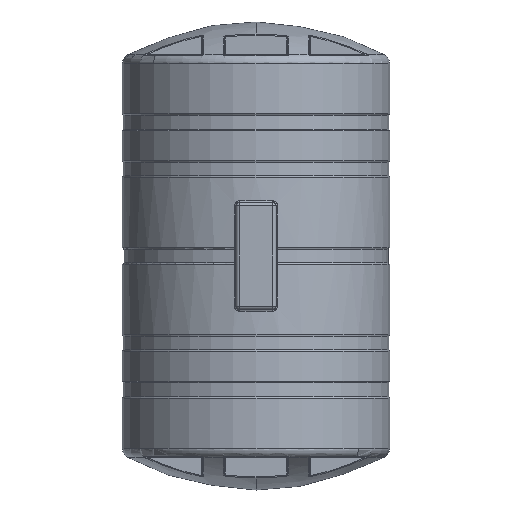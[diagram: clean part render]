
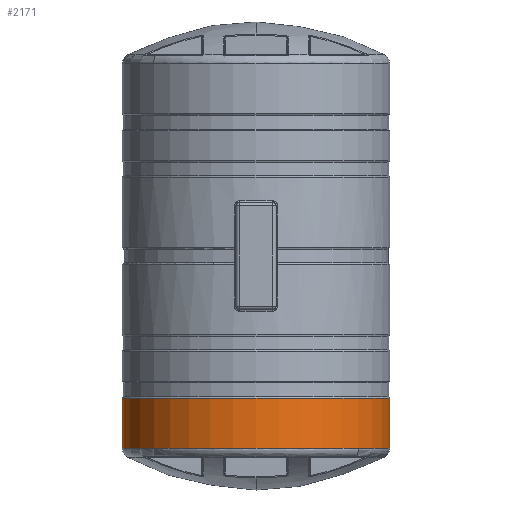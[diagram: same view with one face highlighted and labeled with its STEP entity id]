
A CAD part, front view. The second image highlights one B-rep face of the part: STEP entity #2171.
In plain terms, the highlighted cylindrical face has radius 400 mm (diameter 800 mm), a partial arc.
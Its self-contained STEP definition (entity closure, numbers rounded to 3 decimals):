
#60 = AXIS2_PLACEMENT_3D ( 'NONE', #11465, #11466, #11467 ) ;
#69 = CIRCLE ( 'NONE', #60, 400. ) ;
#115 = VECTOR ( 'NONE', #11421, 1000. ) ;
#144 = CARTESIAN_POINT ( 'NONE',  ( -400., 0., -425. ) ) ;
#223 = EDGE_LOOP ( 'NONE', ( #495, #509, #516, #528 ) ) ;
#495 = ORIENTED_EDGE ( 'NONE', *, *, #9463, .F. ) ;
#509 = ORIENTED_EDGE ( 'NONE', *, *, #9483, .F. ) ;
#516 = ORIENTED_EDGE ( 'NONE', *, *, #7997, .T. ) ;
#528 = ORIENTED_EDGE ( 'NONE', *, *, #8263, .T. ) ;
#1135 = VERTEX_POINT ( 'NONE', #144 ) ;
#1155 = VERTEX_POINT ( 'NONE', #14753 ) ;
#1156 = VERTEX_POINT ( 'NONE', #14752 ) ;
#1160 = VERTEX_POINT ( 'NONE', #14422 ) ;
#2171 = ADVANCED_FACE ( 'NONE', ( #6943 ), #6924, .T. ) ;
#5118 = CIRCLE ( 'NONE', #5146, 400. ) ;
#5146 = AXIS2_PLACEMENT_3D ( 'NONE', #11027, #11013, #10990 ) ;
#5451 = AXIS2_PLACEMENT_3D ( 'NONE', #6942, #6936, #6956 ) ;
#5812 = VECTOR ( 'NONE', #8410, 1000. ) ;
#6924 = CYLINDRICAL_SURFACE ( 'NONE', #5451, 400. ) ;
#6936 = DIRECTION ( 'NONE',  ( 0., 0., -1. ) ) ;
#6942 = CARTESIAN_POINT ( 'NONE',  ( 0., 0., 700.5 ) ) ;
#6943 = FACE_OUTER_BOUND ( 'NONE', #223, .T. ) ;
#6956 = DIRECTION ( 'NONE',  ( -1., 0., 0. ) ) ;
#7997 = EDGE_CURVE ( 'NONE', #1135, #1156, #8356, .T. ) ;
#8263 = EDGE_CURVE ( 'NONE', #1156, #1160, #5118, .T. ) ;
#8356 = LINE ( 'NONE', #8434, #5812 ) ;
#8410 = DIRECTION ( 'NONE',  ( 0., 0., -1. ) ) ;
#8434 = CARTESIAN_POINT ( 'NONE',  ( -400., 0., 700.5 ) ) ;
#9463 = EDGE_CURVE ( 'NONE', #1155, #1160, #11417, .T. ) ;
#9483 = EDGE_CURVE ( 'NONE', #1135, #1155, #69, .T. ) ;
#10990 = DIRECTION ( 'NONE',  ( 1., 0., 0. ) ) ;
#11013 = DIRECTION ( 'NONE',  ( 0., 0., 1. ) ) ;
#11027 = CARTESIAN_POINT ( 'NONE',  ( 0., 0., -575.278 ) ) ;
#11400 = CARTESIAN_POINT ( 'NONE',  ( 400., 0., 700.5 ) ) ;
#11417 = LINE ( 'NONE', #11400, #115 ) ;
#11421 = DIRECTION ( 'NONE',  ( 0., 0., -1. ) ) ;
#11465 = CARTESIAN_POINT ( 'NONE',  ( 0., 0., -425. ) ) ;
#11466 = DIRECTION ( 'NONE',  ( 0., 0., 1. ) ) ;
#11467 = DIRECTION ( 'NONE',  ( 1., 0., 0. ) ) ;
#14422 = CARTESIAN_POINT ( 'NONE',  ( 400., 0., -575.278 ) ) ;
#14752 = CARTESIAN_POINT ( 'NONE',  ( -400., 0., -575.278 ) ) ;
#14753 = CARTESIAN_POINT ( 'NONE',  ( 400., 0., -425. ) ) ;
